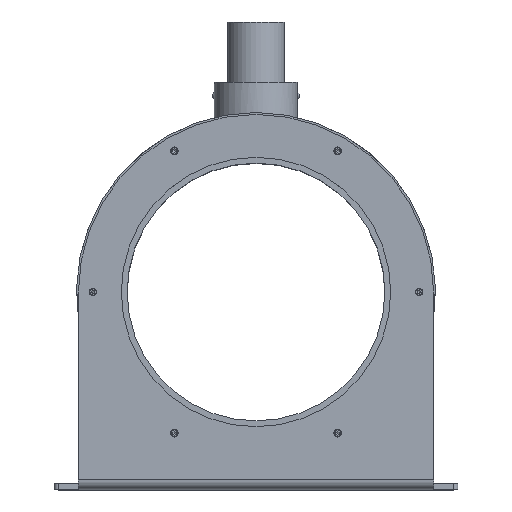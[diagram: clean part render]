
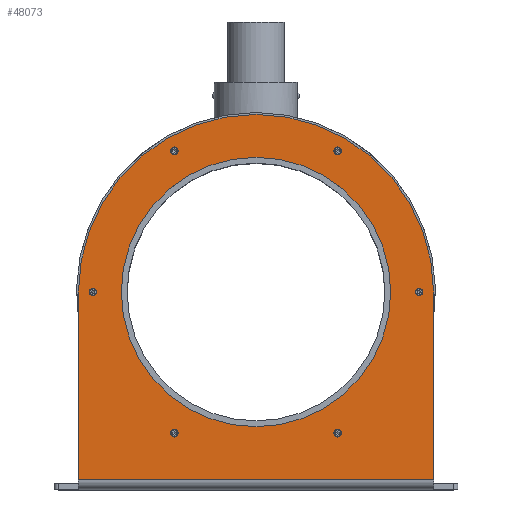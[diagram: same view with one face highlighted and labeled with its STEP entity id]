
A CAD part, top view. The second image highlights one B-rep face of the part: STEP entity #48073.
In plain terms, the highlighted planar face has unit normal (0, 0, 1).
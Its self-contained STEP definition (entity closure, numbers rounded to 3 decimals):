
#191 = DIRECTION ( 'NONE',  ( 1., 0., 0. ) ) ;
#864 = DIRECTION ( 'NONE',  ( 0., 0., 1. ) ) ;
#1068 = DIRECTION ( 'NONE',  ( 0., 0., 1. ) ) ;
#2017 = AXIS2_PLACEMENT_3D ( 'NONE', #28313, #64551, #19416 ) ;
#3786 = EDGE_LOOP ( 'NONE', ( #114433 ) ) ;
#5226 = CARTESIAN_POINT ( 'NONE',  ( 220.85, 0., 123. ) ) ;
#5242 = DIRECTION ( 'NONE',  ( 0., 0., 1. ) ) ;
#6428 = DIRECTION ( 'NONE',  ( 1., 0., 0. ) ) ;
#8105 = VERTEX_POINT ( 'NONE', #88230 ) ;
#8128 = CIRCLE ( 'NONE', #102932, 5. ) ;
#9090 = EDGE_LOOP ( 'NONE', ( #78239 ) ) ;
#9525 = CIRCLE ( 'NONE', #2017, 5. ) ;
#11954 = EDGE_CURVE ( 'NONE', #110360, #110360, #116427, .T. ) ;
#12314 = VECTOR ( 'NONE', #42399, 1000. ) ;
#12321 = EDGE_CURVE ( 'NONE', #86283, #116914, #90072, .T. ) ;
#15266 = CARTESIAN_POINT ( 'NONE',  ( 235., 0., 123. ) ) ;
#17051 = CARTESIAN_POINT ( 'NONE',  ( 215.85, 0., 123. ) ) ;
#17452 = FACE_OUTER_BOUND ( 'NONE', #23836, .T. ) ;
#18033 = EDGE_CURVE ( 'NONE', #77717, #77717, #95142, .T. ) ;
#19416 = DIRECTION ( 'NONE',  ( 1., 0., 0. ) ) ;
#23536 = VERTEX_POINT ( 'NONE', #5226 ) ;
#23836 = EDGE_LOOP ( 'NONE', ( #62974, #46584, #42928, #65335 ) ) ;
#24002 = EDGE_LOOP ( 'NONE', ( #94450 ) ) ;
#25178 = FACE_BOUND ( 'NONE', #9090, .T. ) ;
#25383 = ORIENTED_EDGE ( 'NONE', *, *, #88782, .F. ) ;
#26021 = AXIS2_PLACEMENT_3D ( 'NONE', #51985, #87006, #95284 ) ;
#26828 = VECTOR ( 'NONE', #116955, 1000. ) ;
#26936 = PLANE ( 'NONE',  #27299 ) ;
#27299 = AXIS2_PLACEMENT_3D ( 'NONE', #90442, #864, #53110 ) ;
#28313 = CARTESIAN_POINT ( 'NONE',  ( 107.925, 186.932, 123. ) ) ;
#33301 = DIRECTION ( 'NONE',  ( 0., 0., 1. ) ) ;
#34642 = FACE_BOUND ( 'NONE', #86446, .T. ) ;
#35473 = EDGE_CURVE ( 'NONE', #116914, #41365, #114957, .T. ) ;
#36301 = CARTESIAN_POINT ( 'NONE',  ( -215.85, 0., 123. ) ) ;
#36573 = DIRECTION ( 'NONE',  ( 1., 0., 0. ) ) ;
#39880 = CIRCLE ( 'NONE', #87365, 178.25 ) ;
#40234 = DIRECTION ( 'NONE',  ( 1., 0., 0. ) ) ;
#40767 = VERTEX_POINT ( 'NONE', #76987 ) ;
#41365 = VERTEX_POINT ( 'NONE', #75651 ) ;
#41639 = CARTESIAN_POINT ( 'NONE',  ( 0., 0., 123. ) ) ;
#42399 = DIRECTION ( 'NONE',  ( 0., -1., 0. ) ) ;
#42928 = ORIENTED_EDGE ( 'NONE', *, *, #79870, .T. ) ;
#43962 = AXIS2_PLACEMENT_3D ( 'NONE', #51485, #5242, #6428 ) ;
#44586 = LINE ( 'NONE', #80811, #26828 ) ;
#46584 = ORIENTED_EDGE ( 'NONE', *, *, #61378, .T. ) ;
#47955 = VERTEX_POINT ( 'NONE', #58606 ) ;
#48073 = ADVANCED_FACE ( 'NONE', ( #98776, #17452, #89864, #34642, #72076, #54861, #62020, #25178 ), #26936, .T. ) ;
#51485 = CARTESIAN_POINT ( 'NONE',  ( -107.925, -186.932, 123. ) ) ;
#51985 = CARTESIAN_POINT ( 'NONE',  ( 0., 0., 123. ) ) ;
#53110 = DIRECTION ( 'NONE',  ( 1., 0., 0. ) ) ;
#54369 = CARTESIAN_POINT ( 'NONE',  ( 112.925, 186.932, 123. ) ) ;
#54861 = FACE_BOUND ( 'NONE', #70637, .T. ) ;
#55717 = CIRCLE ( 'NONE', #74632, 5. ) ;
#58606 = CARTESIAN_POINT ( 'NONE',  ( 112.925, -186.932, 123. ) ) ;
#61378 = EDGE_CURVE ( 'NONE', #41365, #74013, #44586, .T. ) ;
#62020 = FACE_BOUND ( 'NONE', #85522, .T. ) ;
#62974 = ORIENTED_EDGE ( 'NONE', *, *, #35473, .T. ) ;
#64189 = DIRECTION ( 'NONE',  ( 1., 0., 0. ) ) ;
#64551 = DIRECTION ( 'NONE',  ( 0., 0., 1. ) ) ;
#65335 = ORIENTED_EDGE ( 'NONE', *, *, #12321, .T. ) ;
#65880 = CIRCLE ( 'NONE', #26021, 235. ) ;
#68838 = CARTESIAN_POINT ( 'NONE',  ( -102.925, -186.932, 123. ) ) ;
#70637 = EDGE_LOOP ( 'NONE', ( #25383 ) ) ;
#70858 = CARTESIAN_POINT ( 'NONE',  ( -235., -248.6, 123. ) ) ;
#72076 = FACE_BOUND ( 'NONE', #3786, .T. ) ;
#72286 = CARTESIAN_POINT ( 'NONE',  ( -235., 0., 123. ) ) ;
#73072 = ORIENTED_EDGE ( 'NONE', *, *, #18033, .F. ) ;
#73080 = CARTESIAN_POINT ( 'NONE',  ( -107.925, 186.932, 123. ) ) ;
#74013 = VERTEX_POINT ( 'NONE', #15266 ) ;
#74632 = AXIS2_PLACEMENT_3D ( 'NONE', #17051, #116683, #36573 ) ;
#75384 = EDGE_CURVE ( 'NONE', #23536, #23536, #55717, .T. ) ;
#75651 = CARTESIAN_POINT ( 'NONE',  ( 235., -248.6, 123. ) ) ;
#76001 = ORIENTED_EDGE ( 'NONE', *, *, #84728, .F. ) ;
#76463 = CARTESIAN_POINT ( 'NONE',  ( -235., -248.6, 123. ) ) ;
#76987 = CARTESIAN_POINT ( 'NONE',  ( 178.25, 0., 123. ) ) ;
#77717 = VERTEX_POINT ( 'NONE', #68838 ) ;
#77872 = DIRECTION ( 'NONE',  ( 1., 0., 0. ) ) ;
#78239 = ORIENTED_EDGE ( 'NONE', *, *, #75384, .F. ) ;
#79870 = EDGE_CURVE ( 'NONE', #74013, #86283, #65880, .T. ) ;
#80488 = CARTESIAN_POINT ( 'NONE',  ( -235., 0., 123. ) ) ;
#80588 = CARTESIAN_POINT ( 'NONE',  ( 107.925, -186.932, 123. ) ) ;
#80811 = CARTESIAN_POINT ( 'NONE',  ( 235., -261.6, 123. ) ) ;
#80870 = DIRECTION ( 'NONE',  ( 0., 0., 1. ) ) ;
#81528 = EDGE_CURVE ( 'NONE', #47955, #47955, #115308, .T. ) ;
#83152 = VECTOR ( 'NONE', #40234, 1000. ) ;
#84728 = EDGE_CURVE ( 'NONE', #40767, #40767, #39880, .T. ) ;
#85522 = EDGE_LOOP ( 'NONE', ( #105269 ) ) ;
#86283 = VERTEX_POINT ( 'NONE', #80488 ) ;
#86446 = EDGE_LOOP ( 'NONE', ( #73072 ) ) ;
#87006 = DIRECTION ( 'NONE',  ( 0., 0., 1. ) ) ;
#87365 = AXIS2_PLACEMENT_3D ( 'NONE', #41639, #33301, #77872 ) ;
#88230 = CARTESIAN_POINT ( 'NONE',  ( -102.925, 186.932, 123. ) ) ;
#88782 = EDGE_CURVE ( 'NONE', #8105, #8105, #8128, .T. ) ;
#89864 = FACE_BOUND ( 'NONE', #24002, .T. ) ;
#90072 = LINE ( 'NONE', #72286, #12314 ) ;
#90442 = CARTESIAN_POINT ( 'NONE',  ( 107.925, 186.932, 123. ) ) ;
#91407 = EDGE_LOOP ( 'NONE', ( #76001 ) ) ;
#94450 = ORIENTED_EDGE ( 'NONE', *, *, #11954, .F. ) ;
#94500 = AXIS2_PLACEMENT_3D ( 'NONE', #80588, #1068, #101320 ) ;
#95142 = CIRCLE ( 'NONE', #43962, 5. ) ;
#95284 = DIRECTION ( 'NONE',  ( -1., 0., 0. ) ) ;
#97580 = AXIS2_PLACEMENT_3D ( 'NONE', #36301, #80870, #191 ) ;
#98776 = FACE_BOUND ( 'NONE', #91407, .T. ) ;
#99470 = VERTEX_POINT ( 'NONE', #54369 ) ;
#101320 = DIRECTION ( 'NONE',  ( 1., 0., 0. ) ) ;
#102932 = AXIS2_PLACEMENT_3D ( 'NONE', #73080, #109230, #64189 ) ;
#105269 = ORIENTED_EDGE ( 'NONE', *, *, #116106, .F. ) ;
#109230 = DIRECTION ( 'NONE',  ( 0., 0., 1. ) ) ;
#109772 = CARTESIAN_POINT ( 'NONE',  ( -210.85, 0., 123. ) ) ;
#110360 = VERTEX_POINT ( 'NONE', #109772 ) ;
#114433 = ORIENTED_EDGE ( 'NONE', *, *, #81528, .F. ) ;
#114957 = LINE ( 'NONE', #76463, #83152 ) ;
#115308 = CIRCLE ( 'NONE', #94500, 5. ) ;
#116106 = EDGE_CURVE ( 'NONE', #99470, #99470, #9525, .T. ) ;
#116427 = CIRCLE ( 'NONE', #97580, 5. ) ;
#116683 = DIRECTION ( 'NONE',  ( 0., 0., 1. ) ) ;
#116914 = VERTEX_POINT ( 'NONE', #70858 ) ;
#116955 = DIRECTION ( 'NONE',  ( 0., 1., 0. ) ) ;
